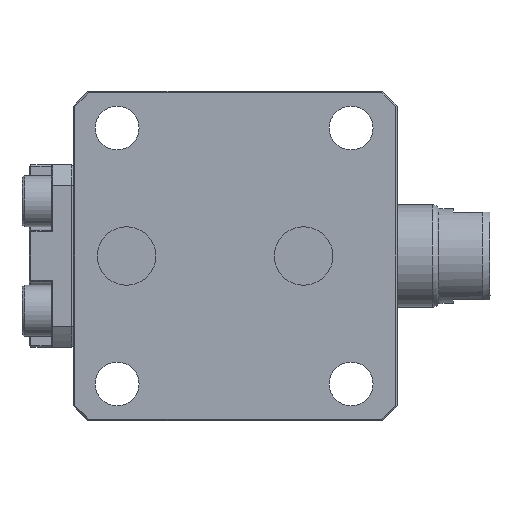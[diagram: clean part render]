
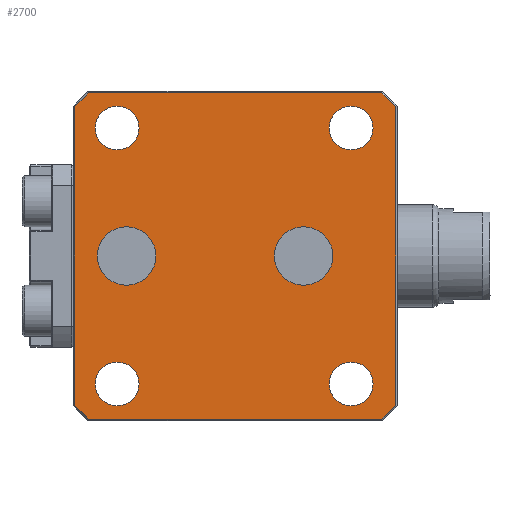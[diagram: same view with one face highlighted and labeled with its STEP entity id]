
A CAD part, front view. The second image highlights one B-rep face of the part: STEP entity #2700.
In plain terms, the highlighted planar face has unit normal (0, -1, 0).
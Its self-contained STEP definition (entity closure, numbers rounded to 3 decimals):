
#89=PLANE('',#2944);
#208=LINE('',#4113,#467);
#211=LINE('',#4120,#470);
#223=LINE('',#4142,#482);
#225=LINE('',#4147,#484);
#228=LINE('',#4153,#487);
#232=LINE('',#4160,#491);
#251=LINE('',#4214,#510);
#254=LINE('',#4219,#513);
#467=VECTOR('',#3237,1000.);
#470=VECTOR('',#3242,1000.);
#482=VECTOR('',#3262,1000.);
#484=VECTOR('',#3266,1000.);
#487=VECTOR('',#3271,1000.);
#491=VECTOR('',#3277,1000.);
#510=VECTOR('',#3330,1000.);
#513=VECTOR('',#3335,1000.);
#724=CIRCLE('',#2891,4.);
#732=CIRCLE('',#2924,3.);
#734=CIRCLE('',#2927,3.);
#736=CIRCLE('',#2930,3.);
#738=CIRCLE('',#2933,3.);
#743=CIRCLE('',#2943,4.);
#1019=ORIENTED_EDGE('',*,*,#1685,.F.);
#1020=ORIENTED_EDGE('',*,*,#1665,.F.);
#1021=ORIENTED_EDGE('',*,*,#1667,.F.);
#1022=ORIENTED_EDGE('',*,*,#1661,.F.);
#1023=ORIENTED_EDGE('',*,*,#1663,.F.);
#1024=ORIENTED_EDGE('',*,*,#1599,.F.);
#1025=ORIENTED_EDGE('',*,*,#1621,.T.);
#1026=ORIENTED_EDGE('',*,*,#1623,.T.);
#1027=ORIENTED_EDGE('',*,*,#1630,.T.);
#1028=ORIENTED_EDGE('',*,*,#1626,.T.);
#1029=ORIENTED_EDGE('',*,*,#1658,.T.);
#1030=ORIENTED_EDGE('',*,*,#1655,.T.);
#1031=ORIENTED_EDGE('',*,*,#1606,.T.);
#1032=ORIENTED_EDGE('',*,*,#1609,.T.);
#1599=EDGE_CURVE('',#2196,#2196,#724,.T.);
#1606=EDGE_CURVE('',#2202,#2201,#208,.T.);
#1609=EDGE_CURVE('',#2201,#2204,#211,.T.);
#1621=EDGE_CURVE('',#2204,#2210,#223,.T.);
#1623=EDGE_CURVE('',#2210,#2212,#225,.T.);
#1626=EDGE_CURVE('',#2215,#2214,#228,.T.);
#1630=EDGE_CURVE('',#2212,#2215,#232,.T.);
#1655=EDGE_CURVE('',#2235,#2202,#251,.T.);
#1658=EDGE_CURVE('',#2214,#2235,#254,.T.);
#1661=EDGE_CURVE('',#2236,#2236,#732,.T.);
#1663=EDGE_CURVE('',#2238,#2238,#734,.T.);
#1665=EDGE_CURVE('',#2240,#2240,#736,.T.);
#1667=EDGE_CURVE('',#2242,#2242,#738,.T.);
#1685=EDGE_CURVE('',#2249,#2249,#743,.T.);
#1995=EDGE_LOOP('',(#1019));
#1996=EDGE_LOOP('',(#1020));
#1997=EDGE_LOOP('',(#1021));
#1998=EDGE_LOOP('',(#1022));
#1999=EDGE_LOOP('',(#1023));
#2000=EDGE_LOOP('',(#1024));
#2001=EDGE_LOOP('',(#1025,#1026,#1027,#1028,#1029,#1030,#1031,#1032));
#2196=VERTEX_POINT('',#4098);
#2201=VERTEX_POINT('',#4112);
#2202=VERTEX_POINT('',#4114);
#2204=VERTEX_POINT('',#4119);
#2210=VERTEX_POINT('',#4141);
#2212=VERTEX_POINT('',#4146);
#2214=VERTEX_POINT('',#4152);
#2215=VERTEX_POINT('',#4154);
#2235=VERTEX_POINT('',#4215);
#2236=VERTEX_POINT('',#4225);
#2238=VERTEX_POINT('',#4230);
#2240=VERTEX_POINT('',#4235);
#2242=VERTEX_POINT('',#4240);
#2249=VERTEX_POINT('',#4270);
#2471=FACE_BOUND('',#1995,.T.);
#2472=FACE_BOUND('',#1996,.T.);
#2473=FACE_BOUND('',#1997,.T.);
#2474=FACE_BOUND('',#1998,.T.);
#2475=FACE_BOUND('',#1999,.T.);
#2476=FACE_BOUND('',#2000,.T.);
#2477=FACE_BOUND('',#2001,.T.);
#2700=ADVANCED_FACE('',(#2471,#2472,#2473,#2474,#2475,#2476,#2477),#89,
 .F.);
#2891=AXIS2_PLACEMENT_3D('',#4097,#3222,#3223);
#2924=AXIS2_PLACEMENT_3D('',#4224,#3342,#3343);
#2927=AXIS2_PLACEMENT_3D('',#4229,#3348,#3349);
#2930=AXIS2_PLACEMENT_3D('',#4234,#3354,#3355);
#2933=AXIS2_PLACEMENT_3D('',#4239,#3360,#3361);
#2943=AXIS2_PLACEMENT_3D('',#4269,#3393,#3394);
#2944=AXIS2_PLACEMENT_3D('',#4271,#3395,#3396);
#3222=DIRECTION('',(0.,-1.,0.));
#3223=DIRECTION('',(1.,0.,0.));
#3237=DIRECTION('',(-0.707,0.,-0.707));
#3242=DIRECTION('',(0.,0.,-1.));
#3262=DIRECTION('',(0.707,0.,-0.707));
#3266=DIRECTION('',(1.,0.,0.));
#3271=DIRECTION('',(0.,0.,1.));
#3277=DIRECTION('',(0.707,0.,0.707));
#3330=DIRECTION('',(-1.,0.,0.));
#3335=DIRECTION('',(-0.707,0.,0.707));
#3342=DIRECTION('',(0.,-1.,0.));
#3343=DIRECTION('',(-1.,0.,0.));
#3348=DIRECTION('',(0.,-1.,0.));
#3349=DIRECTION('',(-1.,0.,0.));
#3354=DIRECTION('',(0.,-1.,0.));
#3355=DIRECTION('',(-1.,0.,0.));
#3360=DIRECTION('',(0.,-1.,0.));
#3361=DIRECTION('',(-1.,0.,0.));
#3393=DIRECTION('',(0.,-1.,0.));
#3394=DIRECTION('',(1.,0.,0.));
#3395=DIRECTION('',(0.,1.,0.));
#3396=DIRECTION('',(1.,0.,0.));
#4097=CARTESIAN_POINT('',(35.5,-17.,0.));
#4098=CARTESIAN_POINT('',(39.5,-17.,0.));
#4112=CARTESIAN_POINT('',(4.2,-17.,20.417));
#4113=CARTESIAN_POINT('',(6.083,-17.,22.3));
#4114=CARTESIAN_POINT('',(6.083,-17.,22.3));
#4119=CARTESIAN_POINT('',(4.2,-17.,-20.417));
#4120=CARTESIAN_POINT('',(4.2,-17.,20.417));
#4141=CARTESIAN_POINT('',(6.083,-17.,-22.3));
#4142=CARTESIAN_POINT('',(4.2,-17.,-20.417));
#4146=CARTESIAN_POINT('',(46.217,-17.,-22.3));
#4147=CARTESIAN_POINT('',(6.083,-17.,-22.3));
#4152=CARTESIAN_POINT('',(48.1,-17.,20.417));
#4153=CARTESIAN_POINT('',(48.1,-17.,-20.417));
#4154=CARTESIAN_POINT('',(48.1,-17.,-20.417));
#4160=CARTESIAN_POINT('',(46.217,-17.,-22.3));
#4214=CARTESIAN_POINT('',(46.217,-17.,22.3));
#4215=CARTESIAN_POINT('',(46.217,-17.,22.3));
#4219=CARTESIAN_POINT('',(48.1,-17.,20.417));
#4224=CARTESIAN_POINT('',(10.,-17.,-17.5));
#4225=CARTESIAN_POINT('',(7.,-17.,-17.5));
#4229=CARTESIAN_POINT('',(42.,-17.,-17.5));
#4230=CARTESIAN_POINT('',(39.,-17.,-17.5));
#4234=CARTESIAN_POINT('',(42.,-17.,17.5));
#4235=CARTESIAN_POINT('',(39.,-17.,17.5));
#4239=CARTESIAN_POINT('',(10.,-17.,17.5));
#4240=CARTESIAN_POINT('',(7.,-17.,17.5));
#4269=CARTESIAN_POINT('',(11.3,-17.,0.));
#4270=CARTESIAN_POINT('',(15.3,-17.,0.));
#4271=CARTESIAN_POINT('',(0.,-17.,0.));
